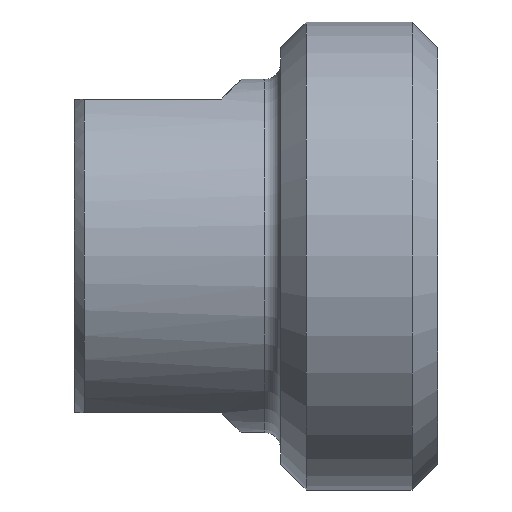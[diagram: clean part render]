
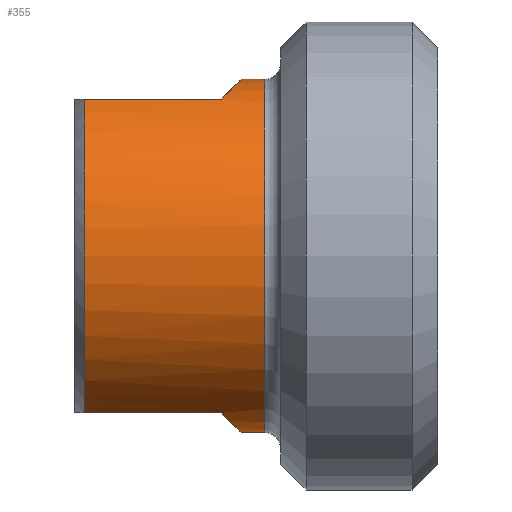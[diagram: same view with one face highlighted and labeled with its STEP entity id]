
A CAD part, front view. The second image highlights one B-rep face of the part: STEP entity #355.
In plain terms, the highlighted cylindrical face has radius 9 mm (diameter 18 mm), a full revolution.
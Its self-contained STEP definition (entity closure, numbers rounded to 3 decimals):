
#21=ELLIPSE('',#402,12.728,9.);
#22=ELLIPSE('',#405,12.728,9.);
#53=FACE_OUTER_BOUND('',#77,.T.);
#77=EDGE_LOOP('',(#275,#276,#277,#278,#279,#280,#281,#282,#283,#284,#285,
#286,#287));
#97=LINE('',#595,#114);
#99=LINE('',#606,#116);
#101=LINE('',#614,#118);
#103=LINE('',#625,#120);
#104=LINE('',#631,#121);
#114=VECTOR('',#478,10.);
#116=VECTOR('',#480,10.);
#118=VECTOR('',#488,10.);
#120=VECTOR('',#490,10.);
#121=VECTOR('',#495,9.);
#135=CIRCLE('',#408,9.);
#136=CIRCLE('',#409,9.);
#137=CIRCLE('',#410,9.);
#138=CIRCLE('',#411,9.);
#139=CIRCLE('',#412,9.);
#163=VERTEX_POINT('',#589);
#164=VERTEX_POINT('',#590);
#165=VERTEX_POINT('',#594);
#168=VERTEX_POINT('',#602);
#169=VERTEX_POINT('',#608);
#170=VERTEX_POINT('',#609);
#171=VERTEX_POINT('',#613);
#174=VERTEX_POINT('',#621);
#175=VERTEX_POINT('',#627);
#176=VERTEX_POINT('',#628);
#177=VERTEX_POINT('',#630);
#200=EDGE_CURVE('',#163,#164,#21,.T.);
#202=EDGE_CURVE('',#165,#163,#97,.T.);
#206=EDGE_CURVE('',#164,#168,#99,.T.);
#207=EDGE_CURVE('',#169,#170,#22,.T.);
#209=EDGE_CURVE('',#171,#169,#101,.T.);
#213=EDGE_CURVE('',#170,#174,#103,.T.);
#214=EDGE_CURVE('',#175,#176,#135,.T.);
#215=EDGE_CURVE('',#175,#177,#104,.T.);
#216=EDGE_CURVE('',#171,#177,#136,.T.);
#217=EDGE_CURVE('',#165,#174,#137,.T.);
#218=EDGE_CURVE('',#177,#168,#138,.T.);
#219=EDGE_CURVE('',#176,#175,#139,.T.);
#275=ORIENTED_EDGE('',*,*,#214,.F.);
#276=ORIENTED_EDGE('',*,*,#215,.T.);
#277=ORIENTED_EDGE('',*,*,#216,.F.);
#278=ORIENTED_EDGE('',*,*,#209,.T.);
#279=ORIENTED_EDGE('',*,*,#207,.T.);
#280=ORIENTED_EDGE('',*,*,#213,.T.);
#281=ORIENTED_EDGE('',*,*,#217,.F.);
#282=ORIENTED_EDGE('',*,*,#202,.T.);
#283=ORIENTED_EDGE('',*,*,#200,.T.);
#284=ORIENTED_EDGE('',*,*,#206,.T.);
#285=ORIENTED_EDGE('',*,*,#218,.F.);
#286=ORIENTED_EDGE('',*,*,#215,.F.);
#287=ORIENTED_EDGE('',*,*,#219,.F.);
#344=CYLINDRICAL_SURFACE('',#407,9.);
#355=ADVANCED_FACE('',(#53),#344,.T.);
#402=AXIS2_PLACEMENT_3D('',#591,#473,#474);
#405=AXIS2_PLACEMENT_3D('',#610,#483,#484);
#407=AXIS2_PLACEMENT_3D('',#626,#491,#492);
#408=AXIS2_PLACEMENT_3D('',#629,#493,#494);
#409=AXIS2_PLACEMENT_3D('',#632,#496,#497);
#410=AXIS2_PLACEMENT_3D('',#633,#498,#499);
#411=AXIS2_PLACEMENT_3D('',#634,#500,#501);
#412=AXIS2_PLACEMENT_3D('',#635,#502,#503);
#473=DIRECTION('center_axis',(0.707,0.,-0.707));
#474=DIRECTION('ref_axis',(0.707,0.,0.707));
#478=DIRECTION('',(1.,0.,0.));
#480=DIRECTION('',(-1.,0.,0.));
#483=DIRECTION('center_axis',(0.707,0.,0.707));
#484=DIRECTION('ref_axis',(-0.707,0.,0.707));
#488=DIRECTION('',(1.,0.,0.));
#490=DIRECTION('',(-1.,0.,0.));
#491=DIRECTION('center_axis',(1.,0.,0.));
#492=DIRECTION('ref_axis',(0.,1.,0.));
#493=DIRECTION('center_axis',(1.,0.,0.));
#494=DIRECTION('ref_axis',(0.,-1.,0.));
#495=DIRECTION('',(-1.,0.,0.));
#496=DIRECTION('center_axis',(-1.,0.,0.));
#497=DIRECTION('ref_axis',(0.,-1.,0.));
#498=DIRECTION('center_axis',(-1.,0.,0.));
#499=DIRECTION('ref_axis',(0.,-1.,0.));
#500=DIRECTION('center_axis',(-1.,0.,0.));
#501=DIRECTION('ref_axis',(0.,-1.,0.));
#502=DIRECTION('center_axis',(1.,0.,0.));
#503=DIRECTION('ref_axis',(0.,-1.,0.));
#589=CARTESIAN_POINT('',(-11.,4.123,8.));
#590=CARTESIAN_POINT('',(-11.,-4.123,8.));
#591=CARTESIAN_POINT('Origin',(-19.,0.,0.));
#594=CARTESIAN_POINT('',(-18.,4.123,8.));
#595=CARTESIAN_POINT('',(-13.25,4.123,8.));
#602=CARTESIAN_POINT('',(-18.,-4.123,8.));
#606=CARTESIAN_POINT('',(-13.25,-4.123,8.));
#608=CARTESIAN_POINT('',(-11.,-4.123,-8.));
#609=CARTESIAN_POINT('',(-11.,4.123,-8.));
#610=CARTESIAN_POINT('Origin',(-19.,0.,0.));
#613=CARTESIAN_POINT('',(-18.,-4.123,-8.));
#614=CARTESIAN_POINT('',(-13.25,-4.123,-8.));
#621=CARTESIAN_POINT('',(-18.,4.123,-8.));
#625=CARTESIAN_POINT('',(-13.25,4.123,-8.));
#626=CARTESIAN_POINT('Origin',(-13.25,0.,0.));
#627=CARTESIAN_POINT('',(-8.8,-9.,0.));
#628=CARTESIAN_POINT('',(-8.8,0.,9.));
#629=CARTESIAN_POINT('Origin',(-8.8,0.,0.));
#630=CARTESIAN_POINT('',(-18.,-9.,0.));
#631=CARTESIAN_POINT('',(-13.25,-9.,0.));
#632=CARTESIAN_POINT('Origin',(-18.,0.,0.));
#633=CARTESIAN_POINT('Origin',(-18.,0.,0.));
#634=CARTESIAN_POINT('Origin',(-18.,0.,0.));
#635=CARTESIAN_POINT('Origin',(-8.8,0.,0.));
